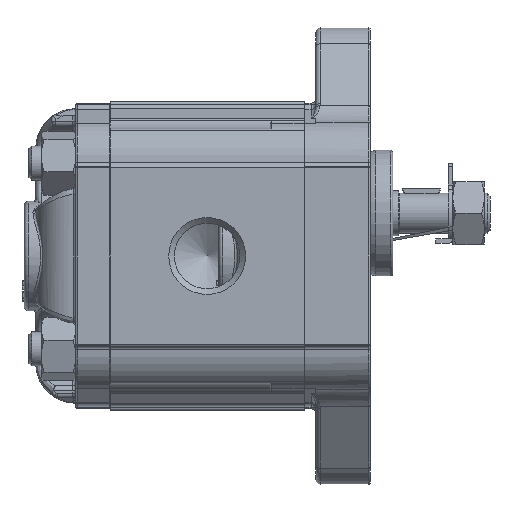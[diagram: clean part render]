
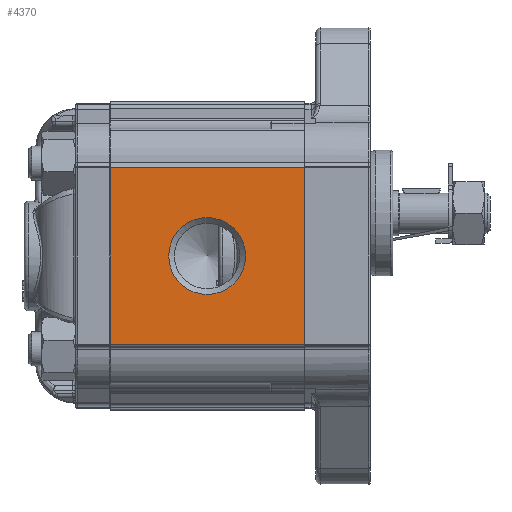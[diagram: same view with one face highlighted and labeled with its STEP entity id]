
A CAD part, left-side view. The second image highlights one B-rep face of the part: STEP entity #4370.
In plain terms, the highlighted planar face has unit normal (-1, 0, 0).
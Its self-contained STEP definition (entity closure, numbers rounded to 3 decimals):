
#4370 = ADVANCED_FACE( '', ( #9072, #9073 ), #9074, .T. );
#9072 = FACE_BOUND( '', #16822, .T. );
#9073 = FACE_OUTER_BOUND( '', #16823, .T. );
#9074 = PLANE( '', #16824 );
#16822 = EDGE_LOOP( '', ( #29774 ) );
#16823 = EDGE_LOOP( '', ( #29775, #29776, #29777, #29778 ) );
#16824 = AXIS2_PLACEMENT_3D( '', #29779, #29780, #29781 );
#29774 = ORIENTED_EDGE( '', *, *, #37319, .T. );
#29775 = ORIENTED_EDGE( '', *, *, #37320, .F. );
#29776 = ORIENTED_EDGE( '', *, *, #36677, .F. );
#29777 = ORIENTED_EDGE( '', *, *, #36037, .T. );
#29778 = ORIENTED_EDGE( '', *, *, #36007, .T. );
#29779 = CARTESIAN_POINT( '', ( -25., 34., 15.418 ) );
#29780 = DIRECTION( '', ( -1., 0., 0. ) );
#29781 = DIRECTION( '', ( 0., 0., 1. ) );
#36007 = EDGE_CURVE( '', #43920, #43918, #43921, .T. );
#36037 = EDGE_CURVE( '', #43962, #43920, #43963, .T. );
#36677 = EDGE_CURVE( '', #43962, #44744, #44747, .T. );
#37319 = EDGE_CURVE( '', #45446, #45446, #45447, .F. );
#37320 = EDGE_CURVE( '', #44744, #43918, #45448, .T. );
#43918 = VERTEX_POINT( '', #58750 );
#43920 = VERTEX_POINT( '', #58752 );
#43921 = LINE( '', #58753, #58754 );
#43962 = VERTEX_POINT( '', #58801 );
#43963 = LINE( '', #58802, #58803 );
#44744 = VERTEX_POINT( '', #60434 );
#44747 = LINE( '', #60438, #60439 );
#45446 = VERTEX_POINT( '', #61758 );
#45447 = CIRCLE( '', #61759, 6.723 );
#45448 = LINE( '', #61760, #61761 );
#58750 = CARTESIAN_POINT( '', ( -25., 0., -15.418 ) );
#58752 = CARTESIAN_POINT( '', ( -25., 34., -15.418 ) );
#58753 = CARTESIAN_POINT( '', ( -25., 34., -15.418 ) );
#58754 = VECTOR( '', #66803, 1000. );
#58801 = CARTESIAN_POINT( '', ( -25., 34., 15.418 ) );
#58802 = CARTESIAN_POINT( '', ( -25., 34., 15.418 ) );
#58803 = VECTOR( '', #66864, 1000. );
#60434 = CARTESIAN_POINT( '', ( -25., 0., 15.418 ) );
#60438 = CARTESIAN_POINT( '', ( -25., 34., 15.418 ) );
#60439 = VECTOR( '', #67508, 1000. );
#61758 = CARTESIAN_POINT( '', ( -25., 17., 6.723 ) );
#61759 = AXIS2_PLACEMENT_3D( '', #68049, #68050, #68051 );
#61760 = CARTESIAN_POINT( '', ( -25., 0., 15.418 ) );
#61761 = VECTOR( '', #68052, 1000. );
#66803 = DIRECTION( '', ( 0., -1., 0. ) );
#66864 = DIRECTION( '', ( 0., 0., -1. ) );
#67508 = DIRECTION( '', ( 0., -1., 0. ) );
#68049 = CARTESIAN_POINT( '', ( -25., 17., 0. ) );
#68050 = DIRECTION( '', ( -1., 0., 0. ) );
#68051 = DIRECTION( '', ( 0., 0., 1. ) );
#68052 = DIRECTION( '', ( 0., 0., -1. ) );
